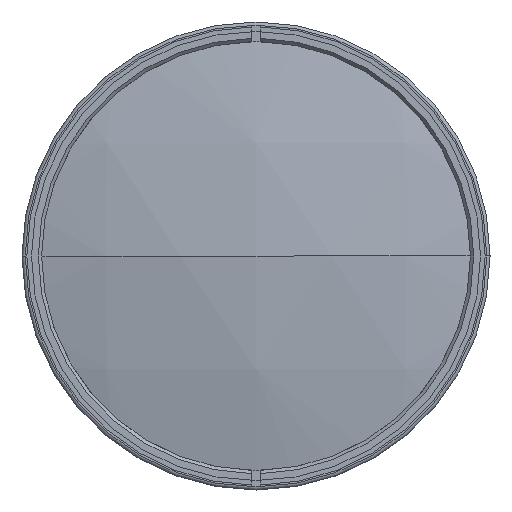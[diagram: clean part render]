
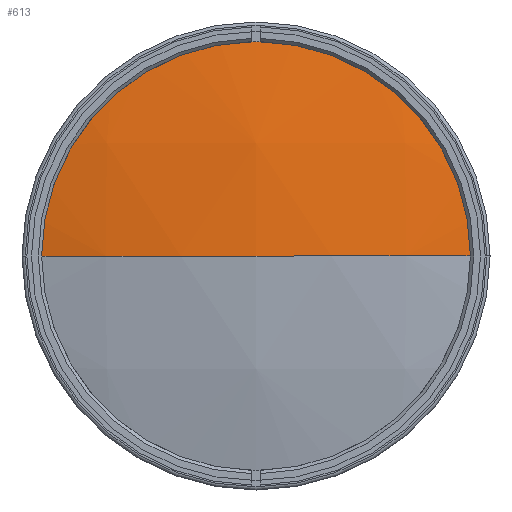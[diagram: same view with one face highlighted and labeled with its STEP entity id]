
A CAD part, left-side view. The second image highlights one B-rep face of the part: STEP entity #613.
In plain terms, the highlighted spherical face has radius 300.64 mm.
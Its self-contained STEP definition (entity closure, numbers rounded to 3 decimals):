
#1 = ORIENTED_EDGE ( 'NONE', *, *, #895, .T. ) ;
#79 = CARTESIAN_POINT ( 'NONE',  ( -270.092, 0., 0. ) ) ;
#82 = DIRECTION ( 'NONE',  ( 0., 0., 1. ) ) ;
#231 = CARTESIAN_POINT ( 'NONE',  ( -270.092, 68.5, 0. ) ) ;
#432 = AXIS2_PLACEMENT_3D ( 'NONE', #2009, #82, #1479 ) ;
#454 = EDGE_CURVE ( 'NONE', #1033, #1192, #656, .T. ) ;
#613 = ADVANCED_FACE ( 'NONE', ( #629 ), #1829, .T. ) ;
#629 = FACE_OUTER_BOUND ( 'NONE', #1418, .T. ) ;
#653 = CARTESIAN_POINT ( 'NONE',  ( -278., 0., 0. ) ) ;
#656 = CIRCLE ( 'NONE', #1577, 300.64 ) ;
#717 = DIRECTION ( 'NONE',  ( 0., 0., -1. ) ) ;
#793 = CARTESIAN_POINT ( 'NONE',  ( -270.092, -68.5, 0. ) ) ;
#895 = EDGE_CURVE ( 'NONE', #1033, #1492, #1543, .T. ) ;
#988 = DIRECTION ( 'NONE',  ( 0., 0., 1. ) ) ;
#1033 = VERTEX_POINT ( 'NONE', #793 ) ;
#1140 = ORIENTED_EDGE ( 'NONE', *, *, #454, .F. ) ;
#1146 = DIRECTION ( 'NONE',  ( 0., -1., 0. ) ) ;
#1173 = AXIS2_PLACEMENT_3D ( 'NONE', #79, #1484, #717 ) ;
#1183 = DIRECTION ( 'NONE',  ( 0., 1., 0. ) ) ;
#1192 = VERTEX_POINT ( 'NONE', #653 ) ;
#1418 = EDGE_LOOP ( 'NONE', ( #1, #1519, #1140 ) ) ;
#1479 = DIRECTION ( 'NONE',  ( 0., -1., 0. ) ) ;
#1484 = DIRECTION ( 'NONE',  ( -1., 0., 0. ) ) ;
#1492 = VERTEX_POINT ( 'NONE', #231 ) ;
#1519 = ORIENTED_EDGE ( 'NONE', *, *, #1763, .T. ) ;
#1543 = CIRCLE ( 'NONE', #1173, 68.5 ) ;
#1577 = AXIS2_PLACEMENT_3D ( 'NONE', #1653, #1980, #1183 ) ;
#1653 = CARTESIAN_POINT ( 'NONE',  ( 22.64, 0., 0. ) ) ;
#1741 = CARTESIAN_POINT ( 'NONE',  ( 22.64, 0., 0. ) ) ;
#1763 = EDGE_CURVE ( 'NONE', #1492, #1192, #1921, .T. ) ;
#1821 = AXIS2_PLACEMENT_3D ( 'NONE', #1741, #988, #1146 ) ;
#1829 = SPHERICAL_SURFACE ( 'NONE', #1821, 300.64 ) ;
#1921 = CIRCLE ( 'NONE', #432, 300.64 ) ;
#1980 = DIRECTION ( 'NONE',  ( 0., 0., -1. ) ) ;
#2009 = CARTESIAN_POINT ( 'NONE',  ( 22.64, 0., 0. ) ) ;
